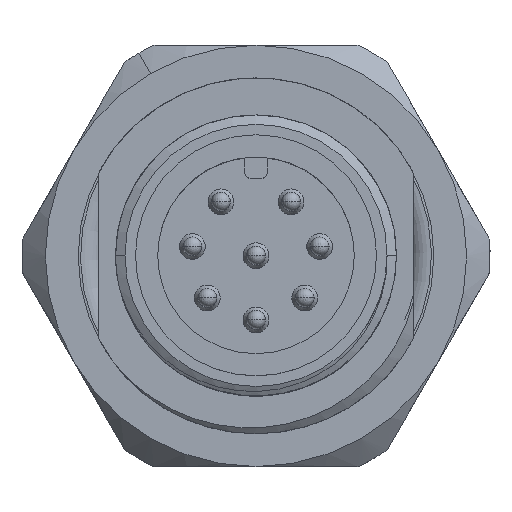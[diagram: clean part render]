
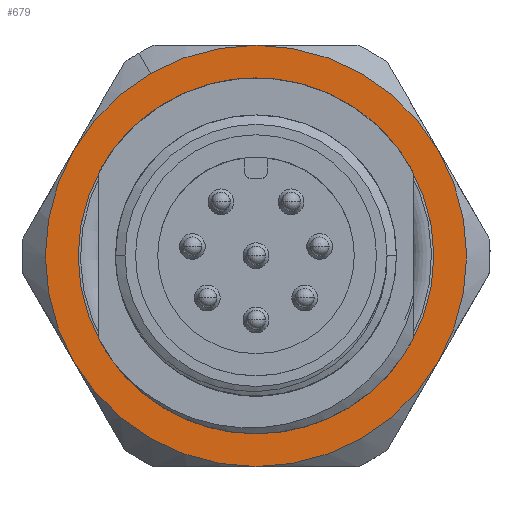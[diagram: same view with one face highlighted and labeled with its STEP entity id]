
A CAD part, top view. The second image highlights one B-rep face of the part: STEP entity #679.
In plain terms, the highlighted planar face has unit normal (0, 0, 1).
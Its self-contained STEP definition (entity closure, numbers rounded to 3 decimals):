
#525=PLANE('',#6164);
#679=ADVANCED_FACE('',(#1354,#1355),#525,.F.);
#1354=FACE_BOUND('',#1616,.T.);
#1355=FACE_BOUND('',#1617,.T.);
#1616=EDGE_LOOP('',(#2775,#2776,#2777,#2778,#2779,#2780,#2781,#2782));
#1617=EDGE_LOOP('',(#2783,#2784));
#2086=CIRCLE('',#6153,9.);
#2087=CIRCLE('',#6155,9.);
#2088=CIRCLE('',#6156,9.);
#2089=CIRCLE('',#6157,9.);
#2090=CIRCLE('',#6158,9.);
#2091=CIRCLE('',#6159,9.);
#2092=CIRCLE('',#6160,9.);
#2093=CIRCLE('',#6161,9.);
#2094=CIRCLE('',#6162,7.6);
#2095=CIRCLE('',#6163,7.6);
#2775=ORIENTED_EDGE('',*,*,#4781,.T.);
#2776=ORIENTED_EDGE('',*,*,#4782,.T.);
#2777=ORIENTED_EDGE('',*,*,#4780,.T.);
#2778=ORIENTED_EDGE('',*,*,#4783,.T.);
#2779=ORIENTED_EDGE('',*,*,#4784,.T.);
#2780=ORIENTED_EDGE('',*,*,#4785,.T.);
#2781=ORIENTED_EDGE('',*,*,#4786,.T.);
#2782=ORIENTED_EDGE('',*,*,#4787,.T.);
#2783=ORIENTED_EDGE('',*,*,#4788,.T.);
#2784=ORIENTED_EDGE('',*,*,#4789,.T.);
#4151=VERTEX_POINT('',#8981);
#4154=VERTEX_POINT('',#8989);
#4155=VERTEX_POINT('',#8993);
#4156=VERTEX_POINT('',#8994);
#4157=VERTEX_POINT('',#8997);
#4158=VERTEX_POINT('',#8999);
#4159=VERTEX_POINT('',#9001);
#4160=VERTEX_POINT('',#9003);
#4161=VERTEX_POINT('',#9006);
#4162=VERTEX_POINT('',#9007);
#4780=EDGE_CURVE('',#4151,#4154,#2086,.T.);
#4781=EDGE_CURVE('',#4155,#4156,#2087,.T.);
#4782=EDGE_CURVE('',#4156,#4151,#2088,.T.);
#4783=EDGE_CURVE('',#4154,#4157,#2089,.T.);
#4784=EDGE_CURVE('',#4157,#4158,#2090,.T.);
#4785=EDGE_CURVE('',#4158,#4159,#2091,.T.);
#4786=EDGE_CURVE('',#4159,#4160,#2092,.T.);
#4787=EDGE_CURVE('',#4160,#4155,#2093,.T.);
#4788=EDGE_CURVE('',#4161,#4162,#2094,.T.);
#4789=EDGE_CURVE('',#4162,#4161,#2095,.T.);
#6153=AXIS2_PLACEMENT_3D('',#8990,#7179,#7180);
#6155=AXIS2_PLACEMENT_3D('',#8992,#7183,#7184);
#6156=AXIS2_PLACEMENT_3D('',#8995,#7185,#7186);
#6157=AXIS2_PLACEMENT_3D('',#8996,#7187,#7188);
#6158=AXIS2_PLACEMENT_3D('',#8998,#7189,#7190);
#6159=AXIS2_PLACEMENT_3D('',#9000,#7191,#7192);
#6160=AXIS2_PLACEMENT_3D('',#9002,#7193,#7194);
#6161=AXIS2_PLACEMENT_3D('',#9004,#7195,#7196);
#6162=AXIS2_PLACEMENT_3D('',#9005,#7197,#7198);
#6163=AXIS2_PLACEMENT_3D('',#9008,#7199,#7200);
#6164=AXIS2_PLACEMENT_3D('',#9009,#7201,#7202);
#7179=DIRECTION('',(0.,0.,1.));
#7180=DIRECTION('',(0.866,-0.5,0.));
#7183=DIRECTION('',(0.,0.,1.));
#7184=DIRECTION('',(0.,-1.,0.));
#7185=DIRECTION('',(0.,0.,1.));
#7186=DIRECTION('',(0.5,-0.866,0.));
#7187=DIRECTION('',(0.,0.,1.));
#7188=DIRECTION('',(0.866,0.5,0.));
#7189=DIRECTION('',(0.,0.,1.));
#7190=DIRECTION('',(0.,1.,0.));
#7191=DIRECTION('',(0.,0.,1.));
#7192=DIRECTION('',(-0.5,0.866,0.));
#7193=DIRECTION('',(0.,0.,1.));
#7194=DIRECTION('',(-0.866,0.5,0.));
#7195=DIRECTION('',(0.,0.,1.));
#7196=DIRECTION('',(-0.866,-0.5,0.));
#7197=DIRECTION('',(0.,0.,-1.));
#7198=DIRECTION('',(0.5,-0.866,0.));
#7199=DIRECTION('',(0.,0.,-1.));
#7200=DIRECTION('',(-0.5,0.866,0.));
#7201=DIRECTION('',(0.,0.,-1.));
#7202=DIRECTION('',(0.5,-0.866,0.));
#8981=CARTESIAN_POINT('',(-21.985,4.242,3.081));
#8989=CARTESIAN_POINT('',(-21.985,13.242,3.081));
#8990=CARTESIAN_POINT('',(-29.779,8.742,3.081));
#8992=CARTESIAN_POINT('',(-29.779,8.742,3.081));
#8993=CARTESIAN_POINT('',(-29.779,-0.258,3.081));
#8994=CARTESIAN_POINT('',(-25.279,0.948,3.081));
#8995=CARTESIAN_POINT('',(-29.779,8.742,3.081));
#8996=CARTESIAN_POINT('',(-29.779,8.742,3.081));
#8997=CARTESIAN_POINT('',(-29.779,17.742,3.081));
#8998=CARTESIAN_POINT('',(-29.779,8.742,3.081));
#8999=CARTESIAN_POINT('',(-34.279,16.536,3.081));
#9000=CARTESIAN_POINT('',(-29.779,8.742,3.081));
#9001=CARTESIAN_POINT('',(-37.574,13.242,3.081));
#9002=CARTESIAN_POINT('',(-29.779,8.742,3.081));
#9003=CARTESIAN_POINT('',(-37.574,4.242,3.081));
#9004=CARTESIAN_POINT('',(-29.779,8.742,3.081));
#9005=CARTESIAN_POINT('',(-29.779,8.742,3.081));
#9006=CARTESIAN_POINT('',(-25.979,2.16,3.081));
#9007=CARTESIAN_POINT('',(-33.579,15.324,3.081));
#9008=CARTESIAN_POINT('',(-29.779,8.742,3.081));
#9009=CARTESIAN_POINT('',(-29.779,8.742,3.081));
